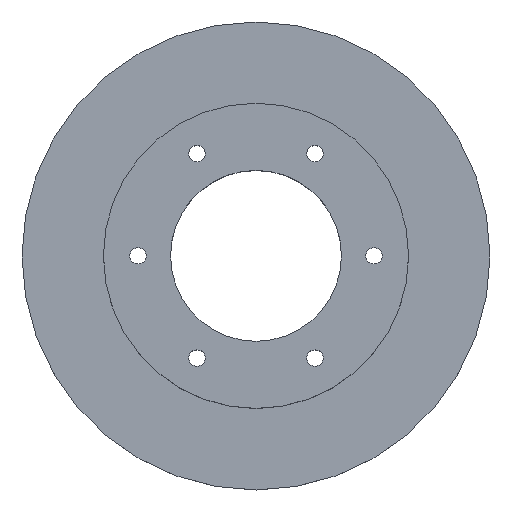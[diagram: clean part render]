
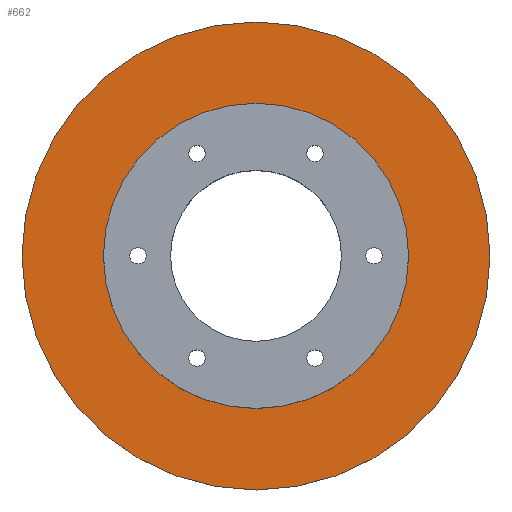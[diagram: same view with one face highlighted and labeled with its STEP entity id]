
A CAD part, top view. The second image highlights one B-rep face of the part: STEP entity #662.
In plain terms, the highlighted planar face has unit normal (0, 0, 1).
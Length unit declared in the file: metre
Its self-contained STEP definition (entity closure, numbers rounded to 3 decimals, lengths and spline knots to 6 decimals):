
#49=PLANE('',#1021);
#193=ORIENTED_EDGE('',*,*,#269,.F.);
#194=ORIENTED_EDGE('',*,*,#271,.T.);
#269=EDGE_CURVE('',#329,#329,#389,.T.);
#271=EDGE_CURVE('',#331,#331,#391,.T.);
#329=VERTEX_POINT('',#1409);
#331=VERTEX_POINT('',#1415);
#389=CIRCLE('',#1018,0.0375);
#391=CIRCLE('',#1022,0.0575);
#467=EDGE_LOOP('',(#193));
#468=EDGE_LOOP('',(#194));
#547=FACE_BOUND('',#467,.T.);
#548=FACE_BOUND('',#468,.T.);
#662=ADVANCED_FACE('',(#547,#548),#49,.T.);
#1018=AXIS2_PLACEMENT_3D('',#1408,#1228,#1229);
#1021=AXIS2_PLACEMENT_3D('',#1413,#1234,#1235);
#1022=AXIS2_PLACEMENT_3D('',#1414,#1236,#1237);
#1228=DIRECTION('',(0.,0.,1.));
#1229=DIRECTION('',(1.,0.,0.));
#1234=DIRECTION('',(0.,0.,1.));
#1235=DIRECTION('',(1.,0.,0.));
#1236=DIRECTION('',(0.,0.,1.));
#1237=DIRECTION('',(1.,0.,0.));
#1408=CARTESIAN_POINT('',(0.,0.,0.02));
#1409=CARTESIAN_POINT('',(0.0375,0.,0.02));
#1413=CARTESIAN_POINT('',(0.,0.,0.02));
#1414=CARTESIAN_POINT('',(0.,0.,0.02));
#1415=CARTESIAN_POINT('',(0.0575,0.,0.02));
